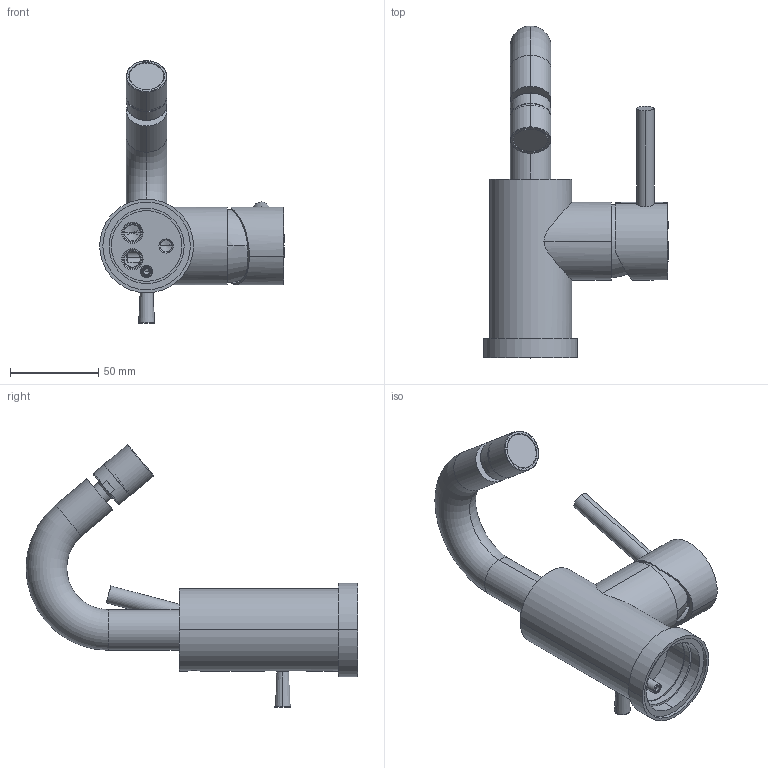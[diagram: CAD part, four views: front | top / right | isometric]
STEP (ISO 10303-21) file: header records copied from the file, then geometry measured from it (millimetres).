
FILE_DESCRIPTION((''),'2;1');
FILE_NAME('BI137CR','2021-04-26T13:27:58',('ut3'),('PAFFONI SpA'),'CREO PARAMETRIC BY PTC INC, 2020044','CREO PARAMETRIC BY PTC INC, 2020044','');
FILE_SCHEMA(('CONFIG_CONTROL_DESIGN','SHAPE_APPEARANCE_LAYERS_GROUPS'));
Length unit declared in the file: millimetre
Products named in the file (1): BI137CR
Bounding box: 104.35 x 187.6 x 148.43 mm (x, y, z)
Volume: 191400.4 mm3; surface area: 99081.8 mm2
Topology: 4 solids, 4 shells, 1192 faces, 3153 edges, 1990 vertices
Faces by surface type: plane 655, cylinder 326, cone 113, torus 80, sphere 12, bspline 6
Entity records: 49548 total; most frequent: CARTESIAN_POINT 11766, ORIENTED_EDGE 6250, DIRECTION 6034, EDGE_CURVE 3125, AXIS2_PLACEMENT_3D 2169, VERTEX_POINT 1990, VECTOR 1696, LINE 1696
